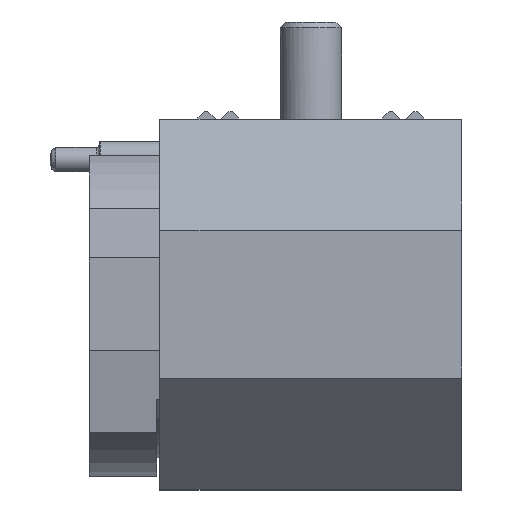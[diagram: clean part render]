
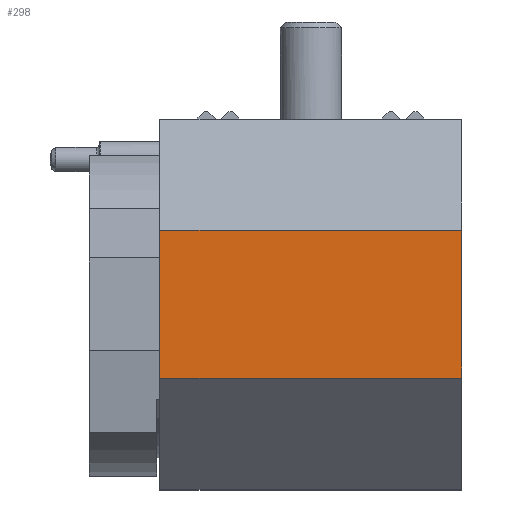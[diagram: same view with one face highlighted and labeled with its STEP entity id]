
A CAD part, top view. The second image highlights one B-rep face of the part: STEP entity #298.
In plain terms, the highlighted planar face has unit normal (0, 0, 1).
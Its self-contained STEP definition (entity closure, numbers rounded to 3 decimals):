
#100=FACE_OUTER_BOUND('',#665,.T.);
#298=ADVANCED_FACE('',(#100),#466,.F.);
#466=PLANE('',#3146);
#665=EDGE_LOOP('',(#1606,#1607,#1608,#1609));
#855=LINE('',#4257,#1191);
#888=LINE('',#4323,#1224);
#889=LINE('',#4325,#1225);
#890=LINE('',#4327,#1226);
#1191=VECTOR('',#3412,1.);
#1224=VECTOR('',#3471,1.);
#1225=VECTOR('',#3474,1.);
#1226=VECTOR('',#3475,1.);
#1606=ORIENTED_EDGE('',*,*,#2661,.T.);
#1607=ORIENTED_EDGE('',*,*,#2694,.T.);
#1608=ORIENTED_EDGE('',*,*,#2695,.F.);
#1609=ORIENTED_EDGE('',*,*,#2696,.T.);
#2382=VERTEX_POINT('',#4256);
#2383=VERTEX_POINT('',#4258);
#2402=VERTEX_POINT('',#4322);
#2403=VERTEX_POINT('',#4326);
#2661=EDGE_CURVE('',#2383,#2382,#855,.T.);
#2694=EDGE_CURVE('',#2382,#2402,#888,.T.);
#2695=EDGE_CURVE('',#2403,#2402,#889,.T.);
#2696=EDGE_CURVE('',#2403,#2383,#890,.T.);
#3146=AXIS2_PLACEMENT_3D('',#4328,#3476,#3477);
#3412=DIRECTION('',(0.,1.,0.));
#3471=DIRECTION('',(-1.,0.,0.));
#3474=DIRECTION('',(0.,1.,0.));
#3475=DIRECTION('',(1.,0.,0.));
#3476=DIRECTION('',(0.,0.,-1.));
#3477=DIRECTION('',(1.,0.,0.));
#4256=CARTESIAN_POINT('',(24.5,-18.,101.5));
#4257=CARTESIAN_POINT('',(24.5,-60.,101.5));
#4258=CARTESIAN_POINT('',(24.5,-42.,101.5));
#4322=CARTESIAN_POINT('',(-24.5,-18.,101.5));
#4323=CARTESIAN_POINT('',(24.5,-18.,101.5));
#4325=CARTESIAN_POINT('',(-24.5,-60.,101.5));
#4326=CARTESIAN_POINT('',(-24.5,-42.,101.5));
#4327=CARTESIAN_POINT('',(24.5,-42.,101.5));
#4328=CARTESIAN_POINT('',(24.5,-60.,101.5));
